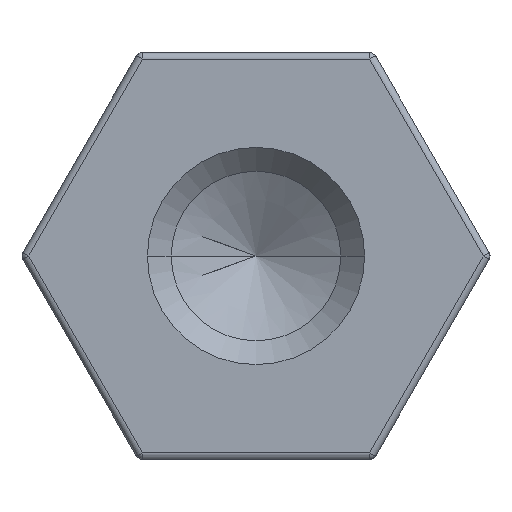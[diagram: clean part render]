
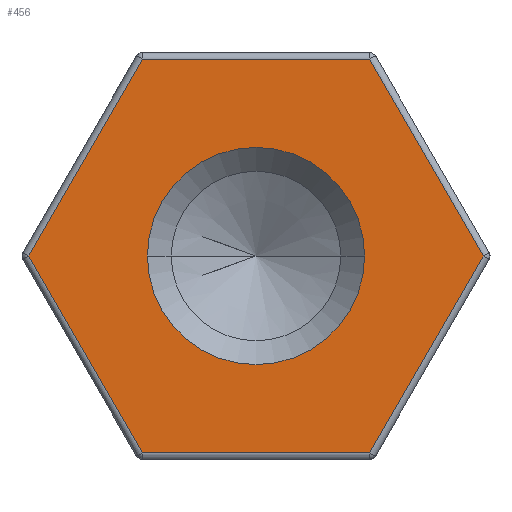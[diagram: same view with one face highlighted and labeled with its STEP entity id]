
A CAD part, left-side view. The second image highlights one B-rep face of the part: STEP entity #456.
In plain terms, the highlighted planar face has unit normal (-1, 0, 0).
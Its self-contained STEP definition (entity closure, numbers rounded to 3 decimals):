
#5 = LINE ( 'NONE', #1210, #719 ) ;
#59 = AXIS2_PLACEMENT_3D ( 'NONE', #718, #715, #714 ) ;
#62 = LINE ( 'NONE', #1169, #1411 ) ;
#84 = AXIS2_PLACEMENT_3D ( 'NONE', #810, #852, #829 ) ;
#114 = CARTESIAN_POINT ( 'NONE',  ( 0., 3.349, 0. ) ) ;
#202 = EDGE_CURVE ( 'NONE', #591, #795, #1046, .T. ) ;
#262 = ORIENTED_EDGE ( 'NONE', *, *, #356, .T. ) ;
#278 = EDGE_CURVE ( 'NONE', #795, #591, #648, .T. ) ;
#303 = ORIENTED_EDGE ( 'NONE', *, *, #333, .T. ) ;
#321 = VECTOR ( 'NONE', #995, 1000. ) ;
#330 = VERTEX_POINT ( 'NONE', #1164 ) ;
#333 = EDGE_CURVE ( 'NONE', #404, #1337, #462, .T. ) ;
#338 = EDGE_CURVE ( 'NONE', #706, #404, #740, .T. ) ;
#341 = EDGE_CURVE ( 'NONE', #1270, #706, #1224, .T. ) ;
#345 = EDGE_CURVE ( 'NONE', #330, #1270, #5, .T. ) ;
#350 = EDGE_CURVE ( 'NONE', #1204, #330, #62, .T. ) ;
#353 = AXIS2_PLACEMENT_3D ( 'NONE', #582, #561, #555 ) ;
#356 = EDGE_CURVE ( 'NONE', #1337, #1204, #690, .T. ) ;
#378 = CARTESIAN_POINT ( 'NONE',  ( 0., -1.6, 0. ) ) ;
#396 = FACE_OUTER_BOUND ( 'NONE', #472, .T. ) ;
#404 = VERTEX_POINT ( 'NONE', #747 ) ;
#415 = VECTOR ( 'NONE', #1218, 1000. ) ;
#456 = ADVANCED_FACE ( 'NONE', ( #396, #704 ), #661, .F. ) ;
#462 = LINE ( 'NONE', #1150, #973 ) ;
#472 = EDGE_LOOP ( 'NONE', ( #262, #653, #874, #1132, #1374, #303 ) ) ;
#555 = DIRECTION ( 'NONE',  ( 0., 1., 0. ) ) ;
#561 = DIRECTION ( 'NONE',  ( 1., 0., 0. ) ) ;
#582 = CARTESIAN_POINT ( 'NONE',  ( 0., 0., 0. ) ) ;
#591 = VERTEX_POINT ( 'NONE', #378 ) ;
#648 = CIRCLE ( 'NONE', #59, 1.6 ) ;
#653 = ORIENTED_EDGE ( 'NONE', *, *, #350, .T. ) ;
#661 = PLANE ( 'NONE',  #353 ) ;
#679 = ORIENTED_EDGE ( 'NONE', *, *, #278, .T. ) ;
#690 = LINE ( 'NONE', #950, #321 ) ;
#704 = FACE_BOUND ( 'NONE', #1025, .T. ) ;
#706 = VERTEX_POINT ( 'NONE', #899 ) ;
#714 = DIRECTION ( 'NONE',  ( 0., 1., 0. ) ) ;
#715 = DIRECTION ( 'NONE',  ( 1., 0., 0. ) ) ;
#718 = CARTESIAN_POINT ( 'NONE',  ( 0., 0., 0. ) ) ;
#719 = VECTOR ( 'NONE', #949, 1000. ) ;
#740 = LINE ( 'NONE', #1216, #415 ) ;
#747 = CARTESIAN_POINT ( 'NONE',  ( 0., -1.674, -2.9 ) ) ;
#795 = VERTEX_POINT ( 'NONE', #1095 ) ;
#810 = CARTESIAN_POINT ( 'NONE',  ( 0., 0., 0. ) ) ;
#829 = DIRECTION ( 'NONE',  ( 0., 1., 0. ) ) ;
#852 = DIRECTION ( 'NONE',  ( 1., 0., 0. ) ) ;
#874 = ORIENTED_EDGE ( 'NONE', *, *, #345, .T. ) ;
#899 = CARTESIAN_POINT ( 'NONE',  ( 0., 1.674, -2.9 ) ) ;
#901 = ORIENTED_EDGE ( 'NONE', *, *, #202, .T. ) ;
#949 = DIRECTION ( 'NONE',  ( 0., 0.5, -0.866 ) ) ;
#950 = CARTESIAN_POINT ( 'NONE',  ( 0., -2.511, 1.45 ) ) ;
#973 = VECTOR ( 'NONE', #1223, 1000. ) ;
#995 = DIRECTION ( 'NONE',  ( 0., 0.5, 0.866 ) ) ;
#1025 = EDGE_LOOP ( 'NONE', ( #679, #901 ) ) ;
#1046 = CIRCLE ( 'NONE', #84, 1.6 ) ;
#1095 = CARTESIAN_POINT ( 'NONE',  ( 0., 1.6, 0. ) ) ;
#1132 = ORIENTED_EDGE ( 'NONE', *, *, #341, .T. ) ;
#1150 = CARTESIAN_POINT ( 'NONE',  ( 0., -2.511, -1.45 ) ) ;
#1164 = CARTESIAN_POINT ( 'NONE',  ( 0., 1.674, 2.9 ) ) ;
#1167 = DIRECTION ( 'NONE',  ( 0., 1., 0. ) ) ;
#1169 = CARTESIAN_POINT ( 'NONE',  ( 0., 0., 2.9 ) ) ;
#1192 = DIRECTION ( 'NONE',  ( 0., -0.5, -0.866 ) ) ;
#1199 = CARTESIAN_POINT ( 'NONE',  ( 0., 2.511, -1.45 ) ) ;
#1201 = VECTOR ( 'NONE', #1192, 1000. ) ;
#1204 = VERTEX_POINT ( 'NONE', #1303 ) ;
#1210 = CARTESIAN_POINT ( 'NONE',  ( 0., 2.511, 1.45 ) ) ;
#1216 = CARTESIAN_POINT ( 'NONE',  ( 0., 0., -2.9 ) ) ;
#1218 = DIRECTION ( 'NONE',  ( 0., -1., 0. ) ) ;
#1223 = DIRECTION ( 'NONE',  ( 0., -0.5, 0.866 ) ) ;
#1224 = LINE ( 'NONE', #1199, #1201 ) ;
#1270 = VERTEX_POINT ( 'NONE', #114 ) ;
#1303 = CARTESIAN_POINT ( 'NONE',  ( 0., -1.674, 2.9 ) ) ;
#1337 = VERTEX_POINT ( 'NONE', #1390 ) ;
#1374 = ORIENTED_EDGE ( 'NONE', *, *, #338, .T. ) ;
#1390 = CARTESIAN_POINT ( 'NONE',  ( 0., -3.349, 0. ) ) ;
#1411 = VECTOR ( 'NONE', #1167, 1000. ) ;
